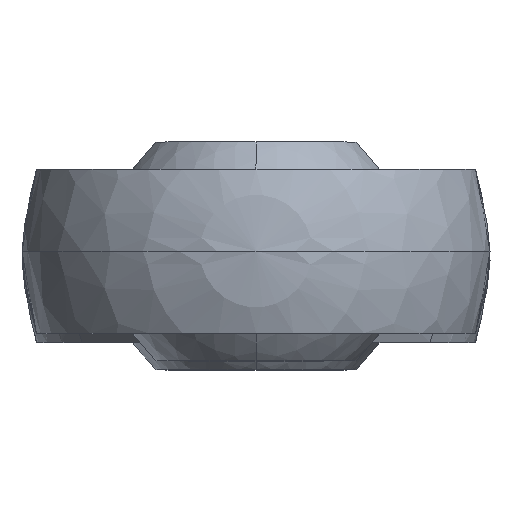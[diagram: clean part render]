
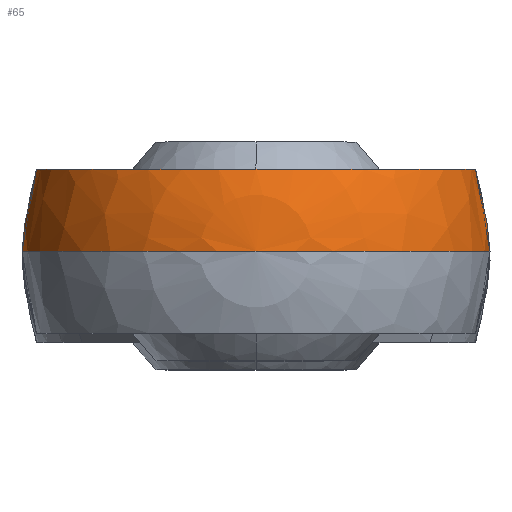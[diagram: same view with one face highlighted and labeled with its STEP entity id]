
A CAD part, top view. The second image highlights one B-rep face of the part: STEP entity #65.
In plain terms, the highlighted spherical face has radius 15 mm.
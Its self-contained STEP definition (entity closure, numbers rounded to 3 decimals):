
#65=ADVANCED_FACE('',(#154),#155,.T.);
#154=FACE_OUTER_BOUND('',#273,.T.);
#155=SPHERICAL_SURFACE('',#274,15.0);
#273=EDGE_LOOP('',(#401,#402,#403,#404,#405));
#274=AXIS2_PLACEMENT_3D('',#406,#407,#408);
#401=ORIENTED_EDGE('',*,*,#673,.F.);
#402=ORIENTED_EDGE('',*,*,#674,.T.);
#403=ORIENTED_EDGE('',*,*,#675,.T.);
#404=ORIENTED_EDGE('',*,*,#676,.T.);
#405=ORIENTED_EDGE('',*,*,#677,.F.);
#406=CARTESIAN_POINT('',(0.0,0.0,166.0));
#407=DIRECTION('',(0.0,0.0,1.0));
#408=DIRECTION('',(1.0,0.0,0.0));
#673=EDGE_CURVE('',#792,#793,#794,.T.);
#674=EDGE_CURVE('',#792,#795,#796,.T.);
#675=EDGE_CURVE('',#795,#797,#798,.T.);
#676=EDGE_CURVE('',#797,#799,#800,.T.);
#677=EDGE_CURVE('',#793,#799,#801,.T.);
#792=VERTEX_POINT('',#947);
#793=VERTEX_POINT('',#948);
#794=CIRCLE('',#949,15.0);
#795=VERTEX_POINT('',#950);
#796=CIRCLE('',#951,12.287);
#797=VERTEX_POINT('',#952);
#798=CIRCLE('',#953,14.051);
#799=VERTEX_POINT('',#954);
#800=CIRCLE('',#955,12.287);
#801=CIRCLE('',#956,15.0);
#947=CARTESIAN_POINT('',(12.287,0.,157.396));
#948=CARTESIAN_POINT('',(0.0,0.0,181.0));
#949=AXIS2_PLACEMENT_3D('',#1150,#1151,#1152);
#950=CARTESIAN_POINT('',(11.109,5.25,157.396));
#951=AXIS2_PLACEMENT_3D('',#1153,#1154,#1155);
#952=CARTESIAN_POINT('',(-11.109,5.25,157.396));
#953=AXIS2_PLACEMENT_3D('',#1156,#1157,#1158);
#954=CARTESIAN_POINT('',(-12.287,0.,157.396));
#955=AXIS2_PLACEMENT_3D('',#1159,#1160,#1161);
#956=AXIS2_PLACEMENT_3D('',#1162,#1163,#1164);
#1150=CARTESIAN_POINT('',(0.0,0.0,166.0));
#1151=DIRECTION('',(0.,-1.0,0.0));
#1152=DIRECTION('',(0.0,0.0,1.0));
#1153=CARTESIAN_POINT('',(0.0,0.0,157.396));
#1154=DIRECTION('',(0.0,0.0,1.0));
#1155=DIRECTION('',(1.0,0.0,0.0));
#1156=CARTESIAN_POINT('',(0.0,5.25,166.0));
#1157=DIRECTION('',(0.0,-1.0,0.0));
#1158=DIRECTION('',(0.0,0.0,1.0));
#1159=CARTESIAN_POINT('',(0.0,0.0,157.396));
#1160=DIRECTION('',(0.0,0.0,1.0));
#1161=DIRECTION('',(1.0,0.0,0.0));
#1162=CARTESIAN_POINT('',(0.0,0.0,166.0));
#1163=DIRECTION('',(0.,-1.0,0.0));
#1164=DIRECTION('',(0.0,0.0,1.0));
